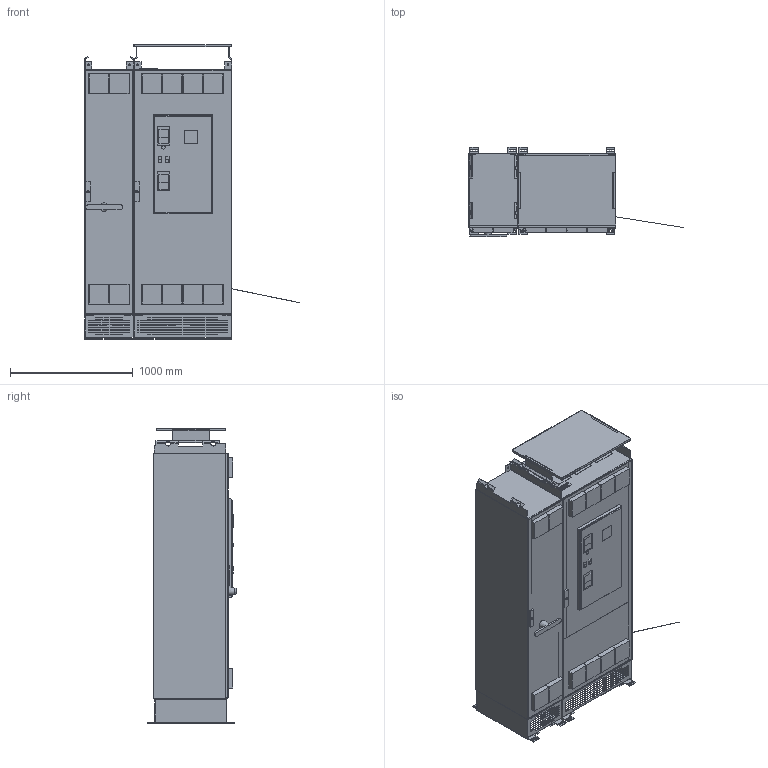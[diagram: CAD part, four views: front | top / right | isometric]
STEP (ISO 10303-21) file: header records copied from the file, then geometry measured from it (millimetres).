
FILE_DESCRIPTION(/* description */ (''),/* implementation_level */ '2;1');
FILE_NAME(/* name */ '181K4966.stp',/* time_stamp */ '2026-01-15T13:58:57+02:00',/* author */ (''),/* organization */ (''),/* preprocessor_version */ 'ST-DEVELOPER v20',/* originating_system */ 'SIEMENS PLM Software NX2312.3002',/* authorisation */ '');
FILE_SCHEMA (('AUTOMOTIVE_DESIGN { 1 0 10303 214 3 1 1 1 }'));
Products named in the file (11): 181K4889; 181K4925; 181K4908; 181K4916; 181K4896; 181K4892; 181K4906_3677752ID; 181K4927; 181K4926; 181K4945; 181K4966
Assembly tree (10 placements, depth 3):
  181K4966
    181K4945
      181K4906_3677752ID
      181K4892
      181K4896
      181K4916
    181K4926
      181K4908
      181K4925
      181K4889
    181K4927
Bounding box: 1750 x 728.4 x 2402.16 mm (x, y, z)
Volume: 715652701.3 mm3; surface area: 37591061.9 mm2
Topology: 8 solids, 25 shells, 3002 faces, 8265 edges, 5462 vertices
Faces by surface type: plane 2320, cylinder 420, torus 163, extrusion 44, cone 35, bspline 20
Full cylindrical faces by diameter (mm): 3 x2, 3.3 x1, 6.5 x4, 7 x8, 8.5 x1, 9 x1, 9.116 x12, 10 x12, 10.5 x17, 12.2 x2, 13 x6, 15 x12, 15.5 x24, 19.788 x2, 20 x12, 22 x1, 25.715 x4, 26 x3, 26.314 x4, 26.353 x4, 28 x1, 28.338 x1, 28.472 x1, 46 x16, 65 x8, 82.584 x8
Entity records: 111676 total; most frequent: CARTESIAN_POINT 21815, ORIENTED_EDGE 15616, DIRECTION 14462, EDGE_CURVE 7808, VECTOR 6514, LINE 6470, VERTEX_POINT 5356, AXIS2_PLACEMENT_3D 3974
